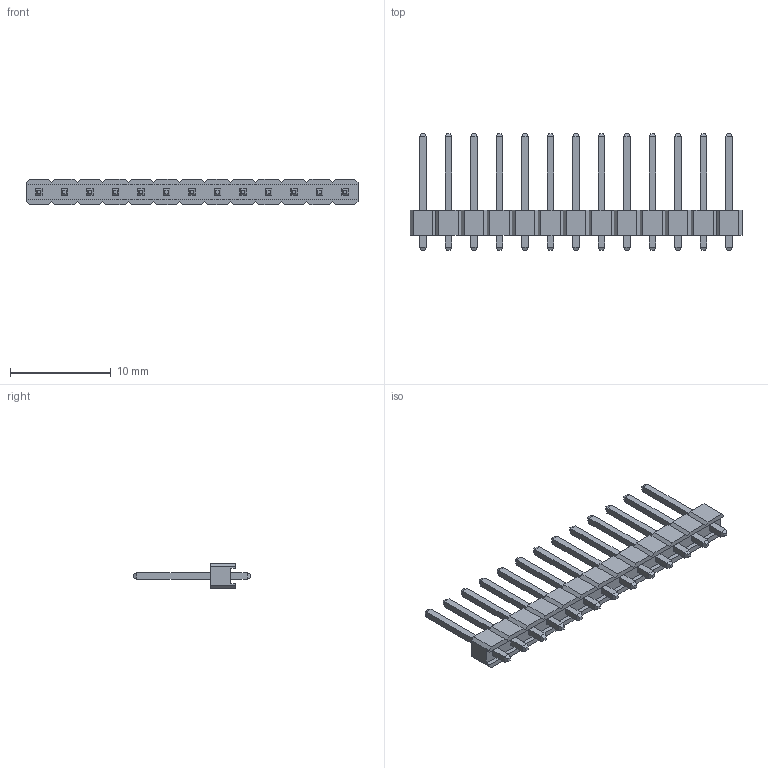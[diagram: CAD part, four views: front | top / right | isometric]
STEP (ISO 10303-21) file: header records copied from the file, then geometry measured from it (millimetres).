
FILE_DESCRIPTION (( 'STEP AP214' ), '1' );
FILE_NAME ('0_13_WA1208153266325.step', '2006-12-08T20:32:07', ( 'sysAdmin' ), ( 'SolidWorks' ), 'SwSTEP 2.0', 'SolidWorks 2007', '' );
FILE_SCHEMA (( 'AUTOMOTIVE_DESIGN' ));
Length unit declared in the file: millimetre
Products named in the file (1): 0_13_WA1208153266325
Bounding box: 33.02 x 11.6 x 2.54 mm (x, y, z)
Volume: 232.5 mm3; surface area: 693.1 mm2
Topology: 1 solids, 1 shells, 320 faces, 772 edges, 480 vertices
Faces by surface type: plane 320
Entity records: 9953 total; most frequent: CARTESIAN_POINT 1573, ORIENTED_EDGE 1544, DIRECTION 1414, EDGE_CURVE 772, LINE 772, VECTOR 772, VERTEX_POINT 480, EDGE_LOOP 346
